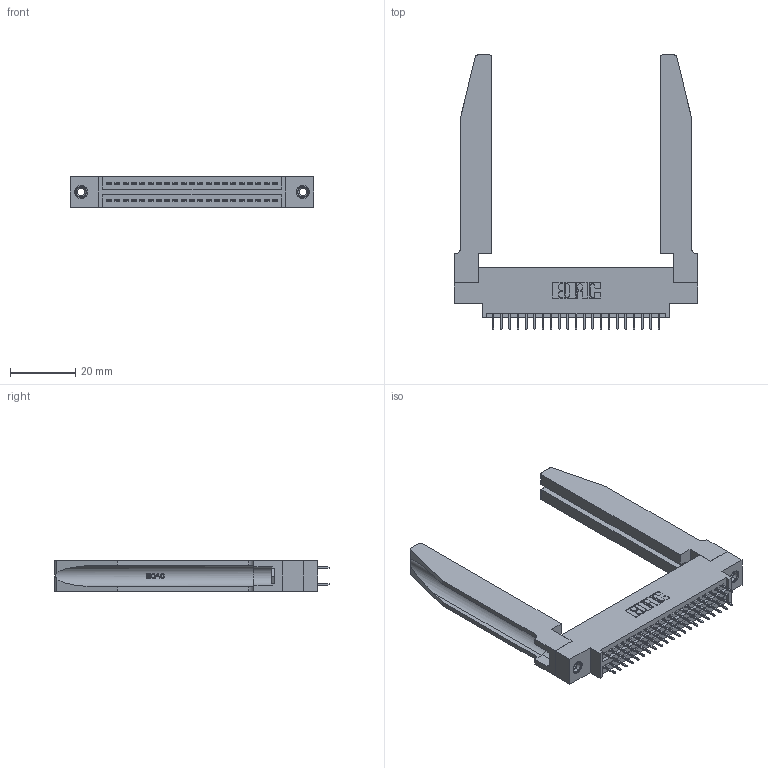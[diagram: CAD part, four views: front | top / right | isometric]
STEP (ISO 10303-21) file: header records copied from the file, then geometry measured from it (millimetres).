
FILE_DESCRIPTION (( 'STEP AP203' ), '1' );
FILE_NAME ('395-042-525-878.STEP', '2020-09-24T04:18:42', ( '' ), ( '' ), 'SwSTEP 2.0', 'SolidWorks 2020', '' );
FILE_SCHEMA (( 'CONFIG_CONTROL_DESIGN' ));
Length unit declared in the file: inch
Products named in the file (5): 395-042-525-878; 345-250-001_345-250-001-102; 345 Part_0.170 Offset - 0.156 Dia-TH; 345-292-001_345-293-125; 345-220-078_345-220-078
Assembly tree (47 placements, depth 2):
  395-042-525-878
    345 Part_0.170 Offset - 0.156 Dia-TH
    345-292-001_345-293-125  x42
    345-250-001_345-250-001-102  x2
    345-220-078_345-220-078  x2
Bounding box: 74.57 x 84 x 9.4 mm (x, y, z)
Volume: 14637.2 mm3; surface area: 16517.1 mm2
Topology: 47 solids, 47 shells, 2632 faces, 7387 edges, 4746 vertices
Faces by surface type: plane 1864, cylinder 716, bspline 36, cone 12, torus 4
Entity records: 24250 total; most frequent: CARTESIAN_POINT 5003, ORIENTED_EDGE 3834, DIRECTION 3431, EDGE_CURVE 1917, VECTOR 1611, LINE 1611, VERTEX_POINT 1268, AXIS2_PLACEMENT_3D 910
